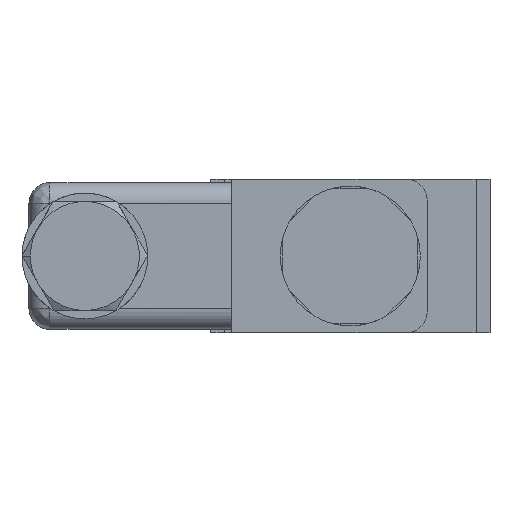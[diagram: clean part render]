
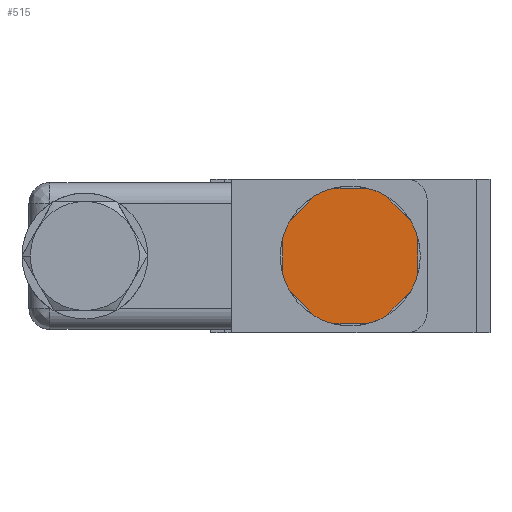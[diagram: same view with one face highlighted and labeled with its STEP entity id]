
A CAD part, left-side view. The second image highlights one B-rep face of the part: STEP entity #515.
In plain terms, the highlighted planar face has unit normal (-1, 0, 0).
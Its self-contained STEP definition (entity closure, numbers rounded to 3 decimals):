
#4 = CIRCLE ( 'NONE', #3514, 10. ) ;
#18 = EDGE_CURVE ( 'NONE', #969, #2938, #1093, .T. ) ;
#33 = VERTEX_POINT ( 'NONE', #3662 ) ;
#94 = DIRECTION ( 'NONE',  ( -1., 0., 0. ) ) ;
#117 = ORIENTED_EDGE ( 'NONE', *, *, #18, .T. ) ;
#119 = PLANE ( 'NONE',  #851 ) ;
#126 = EDGE_CURVE ( 'NONE', #2700, #969, #1842, .T. ) ;
#379 = VECTOR ( 'NONE', #3653, 1000. ) ;
#449 = DIRECTION ( 'NONE',  ( 0., 0., -1. ) ) ;
#452 = LINE ( 'NONE', #2634, #3388 ) ;
#487 = VERTEX_POINT ( 'NONE', #730 ) ;
#515 = ADVANCED_FACE ( 'NONE', ( #2155 ), #119, .T. ) ;
#561 = CARTESIAN_POINT ( 'NONE',  ( -124.659, -34.919, 27.897 ) ) ;
#691 = DIRECTION ( 'NONE',  ( -1., 0., 0. ) ) ;
#693 = LINE ( 'NONE', #2667, #2904 ) ;
#718 = LINE ( 'NONE', #3337, #379 ) ;
#730 = CARTESIAN_POINT ( 'NONE',  ( -124.659, -25.237, 30.398 ) ) ;
#734 = CARTESIAN_POINT ( 'NONE',  ( -124.659, -26.304, 22.82 ) ) ;
#742 = VECTOR ( 'NONE', #449, 1000. ) ;
#755 = DIRECTION ( 'NONE',  ( 0., 0.707, 0.707 ) ) ;
#805 = CARTESIAN_POINT ( 'NONE',  ( -124.659, -32.419, 37.579 ) ) ;
#821 = AXIS2_PLACEMENT_3D ( 'NONE', #1995, #94, #1054 ) ;
#851 = AXIS2_PLACEMENT_3D ( 'NONE', #1030, #3834, #1989 ) ;
#956 = CARTESIAN_POINT ( 'NONE',  ( -124.659, -26.305, 32.976 ) ) ;
#957 = EDGE_CURVE ( 'NONE', #1175, #1326, #1643, .T. ) ;
#969 = VERTEX_POINT ( 'NONE', #1349 ) ;
#974 = CIRCLE ( 'NONE', #1495, 10. ) ;
#996 = DIRECTION ( 'NONE',  ( 0., 1., 0. ) ) ;
#1030 = CARTESIAN_POINT ( 'NONE',  ( -124.659, -25.236, 37.579 ) ) ;
#1052 = AXIS2_PLACEMENT_3D ( 'NONE', #4020, #2266, #996 ) ;
#1054 = DIRECTION ( 'NONE',  ( 0., 1., 0. ) ) ;
#1072 = DIRECTION ( 'NONE',  ( 0., 1., 0. ) ) ;
#1076 = ORIENTED_EDGE ( 'NONE', *, *, #1959, .T. ) ;
#1093 = CIRCLE ( 'NONE', #2373, 10. ) ;
#1111 = EDGE_CURVE ( 'NONE', #33, #2174, #2910, .T. ) ;
#1127 = CARTESIAN_POINT ( 'NONE',  ( -124.659, -39.998, 36.511 ) ) ;
#1174 = ORIENTED_EDGE ( 'NONE', *, *, #957, .T. ) ;
#1175 = VERTEX_POINT ( 'NONE', #1330 ) ;
#1202 = CARTESIAN_POINT ( 'NONE',  ( -124.659, -39.995, 19.281 ) ) ;
#1247 = EDGE_CURVE ( 'NONE', #1789, #33, #1352, .T. ) ;
#1305 = CARTESIAN_POINT ( 'NONE',  ( -124.659, -37.416, 18.213 ) ) ;
#1326 = VERTEX_POINT ( 'NONE', #3056 ) ;
#1330 = CARTESIAN_POINT ( 'NONE',  ( -124.659, -25.236, 25.399 ) ) ;
#1333 = CARTESIAN_POINT ( 'NONE',  ( -124.659, -29.838, 19.284 ) ) ;
#1349 = CARTESIAN_POINT ( 'NONE',  ( -124.659, -43.532, 22.816 ) ) ;
#1351 = CARTESIAN_POINT ( 'NONE',  ( -124.659, -44.601, 25.395 ) ) ;
#1352 = CIRCLE ( 'NONE', #2433, 10. ) ;
#1388 = ORIENTED_EDGE ( 'NONE', *, *, #3563, .T. ) ;
#1392 = CARTESIAN_POINT ( 'NONE',  ( -124.659, -34.919, 27.897 ) ) ;
#1441 = CIRCLE ( 'NONE', #1618, 10. ) ;
#1495 = AXIS2_PLACEMENT_3D ( 'NONE', #2472, #2774, #2736 ) ;
#1544 = CARTESIAN_POINT ( 'NONE',  ( -124.659, -32.416, 18.215 ) ) ;
#1618 = AXIS2_PLACEMENT_3D ( 'NONE', #2945, #2653, #1072 ) ;
#1643 = CIRCLE ( 'NONE', #821, 10. ) ;
#1663 = EDGE_CURVE ( 'NONE', #3719, #1789, #452, .T. ) ;
#1711 = DIRECTION ( 'NONE',  ( 0., 1., 0. ) ) ;
#1715 = CIRCLE ( 'NONE', #1052, 10. ) ;
#1728 = ORIENTED_EDGE ( 'NONE', *, *, #3162, .T. ) ;
#1731 = DIRECTION ( 'NONE',  ( 0., 0.707, -0.707 ) ) ;
#1789 = VERTEX_POINT ( 'NONE', #1127 ) ;
#1842 = LINE ( 'NONE', #1202, #3183 ) ;
#1959 = EDGE_CURVE ( 'NONE', #2466, #3259, #693, .T. ) ;
#1967 = EDGE_CURVE ( 'NONE', #2174, #2466, #1441, .T. ) ;
#1985 = VERTEX_POINT ( 'NONE', #1305 ) ;
#1989 = DIRECTION ( 'NONE',  ( 0., 0., -1. ) ) ;
#1992 = EDGE_CURVE ( 'NONE', #487, #1175, #3822, .T. ) ;
#1995 = CARTESIAN_POINT ( 'NONE',  ( -124.659, -34.919, 27.897 ) ) ;
#2020 = EDGE_CURVE ( 'NONE', #1985, #2700, #4, .T. ) ;
#2093 = ORIENTED_EDGE ( 'NONE', *, *, #2227, .T. ) ;
#2119 = ORIENTED_EDGE ( 'NONE', *, *, #1247, .T. ) ;
#2122 = CARTESIAN_POINT ( 'NONE',  ( -124.659, -44.601, 25.395 ) ) ;
#2155 = FACE_OUTER_BOUND ( 'NONE', #3763, .T. ) ;
#2174 = VERTEX_POINT ( 'NONE', #805 ) ;
#2180 = VECTOR ( 'NONE', #3153, 1000. ) ;
#2193 = CARTESIAN_POINT ( 'NONE',  ( -124.659, -34.919, 27.897 ) ) ;
#2204 = AXIS2_PLACEMENT_3D ( 'NONE', #2193, #2751, #2460 ) ;
#2227 = EDGE_CURVE ( 'NONE', #3373, #2722, #2694, .T. ) ;
#2266 = DIRECTION ( 'NONE',  ( -1., 0., 0. ) ) ;
#2311 = DIRECTION ( 'NONE',  ( -1., 0., 0. ) ) ;
#2326 = VECTOR ( 'NONE', #3012, 1000. ) ;
#2330 = CARTESIAN_POINT ( 'NONE',  ( -124.659, -25.237, 30.398 ) ) ;
#2373 = AXIS2_PLACEMENT_3D ( 'NONE', #561, #3646, #3986 ) ;
#2397 = CARTESIAN_POINT ( 'NONE',  ( -124.659, -39.995, 19.281 ) ) ;
#2401 = EDGE_CURVE ( 'NONE', #1326, #3373, #3378, .T. ) ;
#2433 = AXIS2_PLACEMENT_3D ( 'NONE', #2568, #691, #2584 ) ;
#2446 = VECTOR ( 'NONE', #3291, 1000. ) ;
#2460 = DIRECTION ( 'NONE',  ( 0., 1., 0. ) ) ;
#2466 = VERTEX_POINT ( 'NONE', #3556 ) ;
#2472 = CARTESIAN_POINT ( 'NONE',  ( -124.659, -34.919, 27.897 ) ) ;
#2534 = LINE ( 'NONE', #2122, #2446 ) ;
#2568 = CARTESIAN_POINT ( 'NONE',  ( -124.659, -34.919, 27.897 ) ) ;
#2584 = DIRECTION ( 'NONE',  ( 0., 1., 0. ) ) ;
#2586 = ORIENTED_EDGE ( 'NONE', *, *, #1663, .T. ) ;
#2634 = CARTESIAN_POINT ( 'NONE',  ( -124.659, -43.534, 32.975 ) ) ;
#2653 = DIRECTION ( 'NONE',  ( -1., 0., 0. ) ) ;
#2657 = CARTESIAN_POINT ( 'NONE',  ( -124.659, -34.919, 37.579 ) ) ;
#2667 = CARTESIAN_POINT ( 'NONE',  ( -124.659, -29.841, 36.511 ) ) ;
#2693 = ORIENTED_EDGE ( 'NONE', *, *, #2401, .T. ) ;
#2694 = CIRCLE ( 'NONE', #2204, 10. ) ;
#2700 = VERTEX_POINT ( 'NONE', #2397 ) ;
#2721 = CARTESIAN_POINT ( 'NONE',  ( -124.659, -43.534, 32.975 ) ) ;
#2722 = VERTEX_POINT ( 'NONE', #1544 ) ;
#2736 = DIRECTION ( 'NONE',  ( 0., 1., 0. ) ) ;
#2738 = ORIENTED_EDGE ( 'NONE', *, *, #3896, .T. ) ;
#2751 = DIRECTION ( 'NONE',  ( -1., 0., 0. ) ) ;
#2774 = DIRECTION ( 'NONE',  ( -1., 0., 0. ) ) ;
#2840 = ORIENTED_EDGE ( 'NONE', *, *, #1111, .T. ) ;
#2904 = VECTOR ( 'NONE', #1731, 1000. ) ;
#2910 = LINE ( 'NONE', #2657, #2326 ) ;
#2938 = VERTEX_POINT ( 'NONE', #1351 ) ;
#2945 = CARTESIAN_POINT ( 'NONE',  ( -124.659, -34.919, 27.897 ) ) ;
#3012 = DIRECTION ( 'NONE',  ( 0., 1., 0. ) ) ;
#3056 = CARTESIAN_POINT ( 'NONE',  ( -124.659, -26.304, 22.82 ) ) ;
#3081 = ORIENTED_EDGE ( 'NONE', *, *, #1967, .T. ) ;
#3131 = ORIENTED_EDGE ( 'NONE', *, *, #126, .T. ) ;
#3153 = DIRECTION ( 'NONE',  ( 0., -0.707, -0.707 ) ) ;
#3162 = EDGE_CURVE ( 'NONE', #2722, #1985, #718, .T. ) ;
#3183 = VECTOR ( 'NONE', #3314, 1000. ) ;
#3259 = VERTEX_POINT ( 'NONE', #956 ) ;
#3291 = DIRECTION ( 'NONE',  ( 0., 0., 1. ) ) ;
#3313 = ORIENTED_EDGE ( 'NONE', *, *, #1992, .T. ) ;
#3314 = DIRECTION ( 'NONE',  ( 0., -0.707, 0.707 ) ) ;
#3337 = CARTESIAN_POINT ( 'NONE',  ( -124.659, -34.916, 18.214 ) ) ;
#3373 = VERTEX_POINT ( 'NONE', #1333 ) ;
#3376 = ORIENTED_EDGE ( 'NONE', *, *, #2020, .T. ) ;
#3378 = LINE ( 'NONE', #734, #2180 ) ;
#3388 = VECTOR ( 'NONE', #755, 1000. ) ;
#3514 = AXIS2_PLACEMENT_3D ( 'NONE', #1392, #2311, #1711 ) ;
#3556 = CARTESIAN_POINT ( 'NONE',  ( -124.659, -29.841, 36.511 ) ) ;
#3563 = EDGE_CURVE ( 'NONE', #2938, #3954, #2534, .T. ) ;
#3646 = DIRECTION ( 'NONE',  ( -1., 0., 0. ) ) ;
#3653 = DIRECTION ( 'NONE',  ( 0., -1., 0. ) ) ;
#3662 = CARTESIAN_POINT ( 'NONE',  ( -124.659, -37.419, 37.579 ) ) ;
#3668 = EDGE_CURVE ( 'NONE', #3954, #3719, #974, .T. ) ;
#3719 = VERTEX_POINT ( 'NONE', #2721 ) ;
#3763 = EDGE_LOOP ( 'NONE', ( #2586, #2119, #2840, #3081, #1076, #2738, #3313, #1174, #2693, #2093, #1728, #3376, #3131, #117, #1388, #3794 ) ) ;
#3794 = ORIENTED_EDGE ( 'NONE', *, *, #3668, .T. ) ;
#3822 = LINE ( 'NONE', #2330, #742 ) ;
#3833 = CARTESIAN_POINT ( 'NONE',  ( -124.659, -44.602, 30.395 ) ) ;
#3834 = DIRECTION ( 'NONE',  ( -1., 0., 0. ) ) ;
#3896 = EDGE_CURVE ( 'NONE', #3259, #487, #1715, .T. ) ;
#3954 = VERTEX_POINT ( 'NONE', #3833 ) ;
#3986 = DIRECTION ( 'NONE',  ( 0., 1., 0. ) ) ;
#4020 = CARTESIAN_POINT ( 'NONE',  ( -124.659, -34.919, 27.897 ) ) ;
